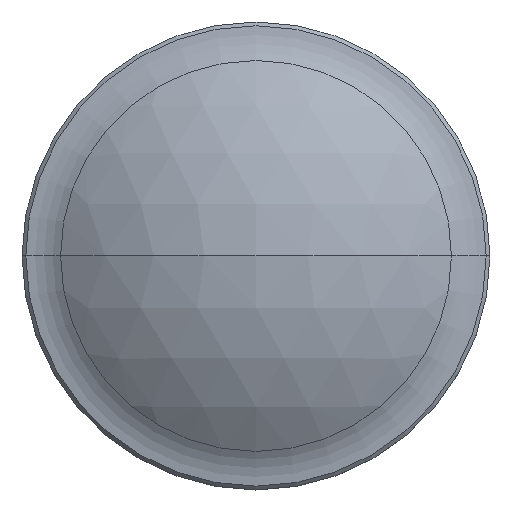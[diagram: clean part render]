
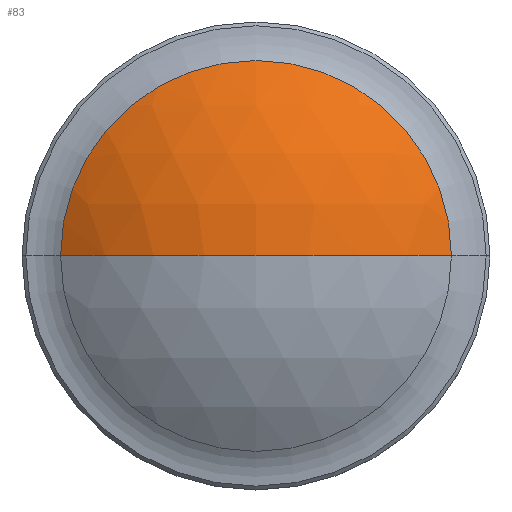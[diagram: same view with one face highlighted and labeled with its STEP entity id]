
A CAD part, top view. The second image highlights one B-rep face of the part: STEP entity #83.
In plain terms, the highlighted spherical face has radius 18.252 mm.
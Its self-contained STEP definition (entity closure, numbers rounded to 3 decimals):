
#15 = CARTESIAN_POINT ( 'NONE',  ( 0., 0., -11.252 ) ) ;
#19 = VERTEX_POINT ( 'NONE', #275 ) ;
#23 = DIRECTION ( 'NONE',  ( 0., 0., -1. ) ) ;
#24 = DIRECTION ( 'NONE',  ( 0., 0., -1. ) ) ;
#42 = SPHERICAL_SURFACE ( 'NONE', #85, 18.252 ) ;
#44 = DIRECTION ( 'NONE',  ( -1., 0., 0. ) ) ;
#58 = CIRCLE ( 'NONE', #245, 18.252 ) ;
#67 = CARTESIAN_POINT ( 'NONE',  ( 0., 0., -11.252 ) ) ;
#78 = DIRECTION ( 'NONE',  ( -1., 0., 0. ) ) ;
#83 = ADVANCED_FACE ( 'NONE', ( #125 ), #42, .T. ) ;
#85 = AXIS2_PLACEMENT_3D ( 'NONE', #67, #151, #44 ) ;
#96 = DIRECTION ( 'NONE',  ( -1., 0., 0. ) ) ;
#117 = AXIS2_PLACEMENT_3D ( 'NONE', #155, #23, #78 ) ;
#125 = FACE_OUTER_BOUND ( 'NONE', #309, .T. ) ;
#145 = ORIENTED_EDGE ( 'NONE', *, *, #268, .F. ) ;
#151 = DIRECTION ( 'NONE',  ( 0., 1., 0. ) ) ;
#155 = CARTESIAN_POINT ( 'NONE',  ( 0., 0., 3.6 ) ) ;
#175 = EDGE_CURVE ( 'NONE', #19, #178, #228, .T. ) ;
#178 = VERTEX_POINT ( 'NONE', #194 ) ;
#181 = ORIENTED_EDGE ( 'NONE', *, *, #249, .F. ) ;
#184 = AXIS2_PLACEMENT_3D ( 'NONE', #15, #191, #96 ) ;
#191 = DIRECTION ( 'NONE',  ( 0., 1., 0. ) ) ;
#194 = CARTESIAN_POINT ( 'NONE',  ( 10.609, 0., 3.6 ) ) ;
#200 = ORIENTED_EDGE ( 'NONE', *, *, #175, .T. ) ;
#215 = DIRECTION ( 'NONE',  ( 0., -1., 0. ) ) ;
#228 = CIRCLE ( 'NONE', #184, 18.252 ) ;
#245 = AXIS2_PLACEMENT_3D ( 'NONE', #263, #215, #24 ) ;
#249 = EDGE_CURVE ( 'NONE', #19, #251, #58, .T. ) ;
#251 = VERTEX_POINT ( 'NONE', #318 ) ;
#263 = CARTESIAN_POINT ( 'NONE',  ( 0., 0., -11.252 ) ) ;
#268 = EDGE_CURVE ( 'NONE', #251, #178, #315, .T. ) ;
#275 = CARTESIAN_POINT ( 'NONE',  ( 0., 0., 7. ) ) ;
#309 = EDGE_LOOP ( 'NONE', ( #181, #200, #145 ) ) ;
#315 = CIRCLE ( 'NONE', #117, 10.609 ) ;
#318 = CARTESIAN_POINT ( 'NONE',  ( -10.609, 0., 3.6 ) ) ;
